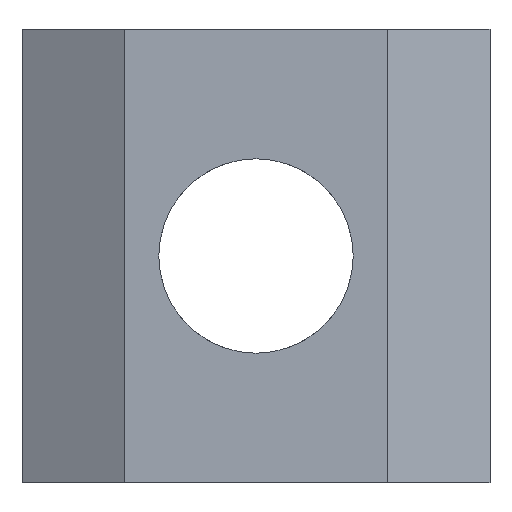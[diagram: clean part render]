
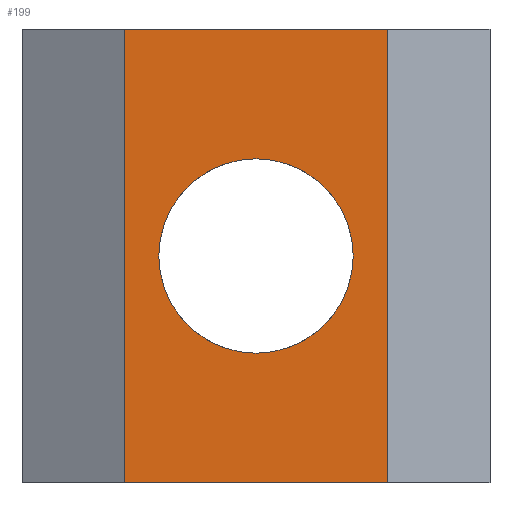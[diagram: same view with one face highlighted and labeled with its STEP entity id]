
A CAD part, front view. The second image highlights one B-rep face of the part: STEP entity #199.
In plain terms, the highlighted planar face has unit normal (0, -1, 0).
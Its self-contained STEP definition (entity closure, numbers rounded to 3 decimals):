
#19 = VERTEX_POINT ( 'NONE', #212 ) ;
#33 = CARTESIAN_POINT ( 'NONE',  ( -4.5, 0., 0. ) ) ;
#37 = DIRECTION ( 'NONE',  ( 0., 1., 0. ) ) ;
#42 = VERTEX_POINT ( 'NONE', #599 ) ;
#47 = VECTOR ( 'NONE', #668, 1000. ) ;
#65 = AXIS2_PLACEMENT_3D ( 'NONE', #483, #282, #231 ) ;
#69 = LINE ( 'NONE', #529, #605 ) ;
#80 = CARTESIAN_POINT ( 'NONE',  ( 0., 0., 7.75 ) ) ;
#81 = AXIS2_PLACEMENT_3D ( 'NONE', #538, #170, #226 ) ;
#84 = DIRECTION ( 'NONE',  ( 1., 0., 0. ) ) ;
#85 = EDGE_CURVE ( 'NONE', #345, #150, #255, .T. ) ;
#86 = LINE ( 'NONE', #448, #47 ) ;
#116 = ORIENTED_EDGE ( 'NONE', *, *, #343, .F. ) ;
#118 = LINE ( 'NONE', #33, #235 ) ;
#130 = LINE ( 'NONE', #438, #514 ) ;
#150 = VERTEX_POINT ( 'NONE', #527 ) ;
#153 = EDGE_LOOP ( 'NONE', ( #470, #264, #116, #522 ) ) ;
#170 = DIRECTION ( 'NONE',  ( 0., 1., 0. ) ) ;
#171 = EDGE_CURVE ( 'NONE', #238, #613, #69, .T. ) ;
#176 = DIRECTION ( 'NONE',  ( 0., 0., 1. ) ) ;
#199 = ADVANCED_FACE ( 'NONE', ( #395, #532 ), #591, .T. ) ;
#212 = CARTESIAN_POINT ( 'NONE',  ( -4.5, 0., 0. ) ) ;
#226 = DIRECTION ( 'NONE',  ( 1., 0., 0. ) ) ;
#231 = DIRECTION ( 'NONE',  ( 0., 0., -1. ) ) ;
#235 = VECTOR ( 'NONE', #539, 1000. ) ;
#238 = VERTEX_POINT ( 'NONE', #600 ) ;
#248 = ORIENTED_EDGE ( 'NONE', *, *, #85, .T. ) ;
#255 = CIRCLE ( 'NONE', #81, 3.324 ) ;
#264 = ORIENTED_EDGE ( 'NONE', *, *, #171, .T. ) ;
#282 = DIRECTION ( 'NONE',  ( 0., -1., 0. ) ) ;
#306 = EDGE_CURVE ( 'NONE', #19, #238, #118, .T. ) ;
#334 = EDGE_CURVE ( 'NONE', #150, #345, #436, .T. ) ;
#343 = EDGE_CURVE ( 'NONE', #42, #613, #130, .T. ) ;
#345 = VERTEX_POINT ( 'NONE', #382 ) ;
#358 = EDGE_LOOP ( 'NONE', ( #476, #248 ) ) ;
#382 = CARTESIAN_POINT ( 'NONE',  ( -3.324, 0., 7.75 ) ) ;
#395 = FACE_OUTER_BOUND ( 'NONE', #153, .T. ) ;
#436 = CIRCLE ( 'NONE', #492, 3.324 ) ;
#438 = CARTESIAN_POINT ( 'NONE',  ( -4.5, 0., 15.5 ) ) ;
#444 = EDGE_CURVE ( 'NONE', #19, #42, #86, .T. ) ;
#448 = CARTESIAN_POINT ( 'NONE',  ( -4.5, 0., 0. ) ) ;
#470 = ORIENTED_EDGE ( 'NONE', *, *, #306, .T. ) ;
#476 = ORIENTED_EDGE ( 'NONE', *, *, #334, .T. ) ;
#483 = CARTESIAN_POINT ( 'NONE',  ( -4.5, 0., 0. ) ) ;
#491 = DIRECTION ( 'NONE',  ( 1., 0., 0. ) ) ;
#492 = AXIS2_PLACEMENT_3D ( 'NONE', #80, #37, #491 ) ;
#514 = VECTOR ( 'NONE', #84, 1000. ) ;
#522 = ORIENTED_EDGE ( 'NONE', *, *, #444, .F. ) ;
#527 = CARTESIAN_POINT ( 'NONE',  ( 3.324, 0., 7.75 ) ) ;
#529 = CARTESIAN_POINT ( 'NONE',  ( 4.5, 0., 0. ) ) ;
#532 = FACE_BOUND ( 'NONE', #358, .T. ) ;
#538 = CARTESIAN_POINT ( 'NONE',  ( 0., 0., 7.75 ) ) ;
#539 = DIRECTION ( 'NONE',  ( 1., 0., 0. ) ) ;
#591 = PLANE ( 'NONE',  #65 ) ;
#599 = CARTESIAN_POINT ( 'NONE',  ( -4.5, 0., 15.5 ) ) ;
#600 = CARTESIAN_POINT ( 'NONE',  ( 4.5, 0., 0. ) ) ;
#605 = VECTOR ( 'NONE', #176, 1000. ) ;
#613 = VERTEX_POINT ( 'NONE', #618 ) ;
#618 = CARTESIAN_POINT ( 'NONE',  ( 4.5, 0., 15.5 ) ) ;
#668 = DIRECTION ( 'NONE',  ( 0., 0., 1. ) ) ;
